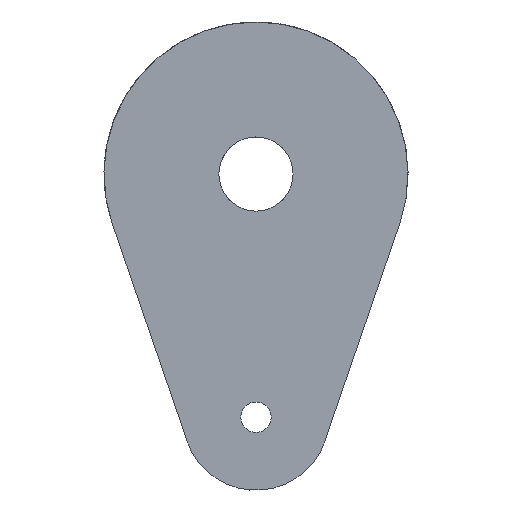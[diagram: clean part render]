
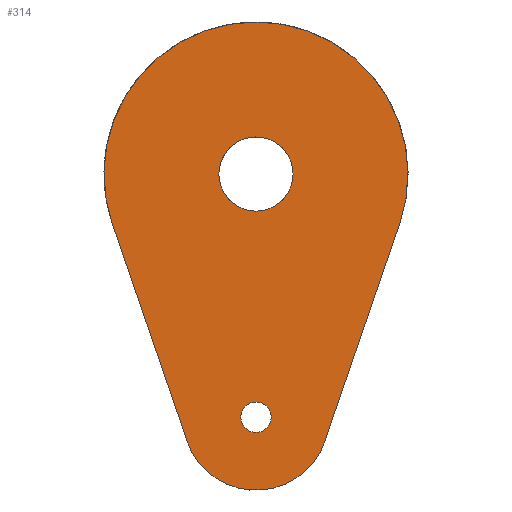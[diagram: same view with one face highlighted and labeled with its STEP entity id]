
A CAD part, front view. The second image highlights one B-rep face of the part: STEP entity #314.
In plain terms, the highlighted planar face has unit normal (0, -1, 0).
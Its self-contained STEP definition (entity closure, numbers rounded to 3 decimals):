
#41 = VERTEX_POINT('',#42);
#42 = CARTESIAN_POINT('',(11.821,-10.,-4.063));
#48 = EDGE_CURVE('',#41,#49,#51,.T.);
#49 = VERTEX_POINT('',#50);
#50 = CARTESIAN_POINT('',(-11.821,-10.,-4.063));
#51 = CIRCLE('',#52,12.5);
#52 = AXIS2_PLACEMENT_3D('',#53,#54,#55);
#53 = CARTESIAN_POINT('',(0.,-10.,0.));
#54 = DIRECTION('',(0.,-1.,0.));
#55 = DIRECTION('',(1.,0.,0.));
#262 = EDGE_CURVE('',#41,#263,#265,.T.);
#263 = VERTEX_POINT('',#264);
#264 = CARTESIAN_POINT('',(5.674,-10.,-21.95));
#265 = LINE('',#266,#267);
#266 = CARTESIAN_POINT('',(11.821,-10.,-4.063));
#267 = VECTOR('',#268,1.);
#268 = DIRECTION('',(-0.325,-0.,-0.946));
#314 = ADVANCED_FACE('',(#315,#334,#345),#356,.T.);
#315 = FACE_BOUND('',#316,.T.);
#316 = EDGE_LOOP('',(#317,#318,#326,#333));
#317 = ORIENTED_EDGE('',*,*,#48,.T.);
#318 = ORIENTED_EDGE('',*,*,#319,.T.);
#319 = EDGE_CURVE('',#49,#320,#322,.T.);
#320 = VERTEX_POINT('',#321);
#321 = CARTESIAN_POINT('',(-5.674,-10.,-21.95));
#322 = LINE('',#323,#324);
#323 = CARTESIAN_POINT('',(-11.821,-10.,-4.063));
#324 = VECTOR('',#325,1.);
#325 = DIRECTION('',(0.325,0.,-0.946));
#326 = ORIENTED_EDGE('',*,*,#327,.T.);
#327 = EDGE_CURVE('',#320,#263,#328,.T.);
#328 = CIRCLE('',#329,6.);
#329 = AXIS2_PLACEMENT_3D('',#330,#331,#332);
#330 = CARTESIAN_POINT('',(0.,-10.,-20.));
#331 = DIRECTION('',(0.,-1.,0.));
#332 = DIRECTION('',(1.,0.,0.));
#333 = ORIENTED_EDGE('',*,*,#262,.F.);
#334 = FACE_BOUND('',#335,.T.);
#335 = EDGE_LOOP('',(#336));
#336 = ORIENTED_EDGE('',*,*,#337,.T.);
#337 = EDGE_CURVE('',#338,#338,#340,.T.);
#338 = VERTEX_POINT('',#339);
#339 = CARTESIAN_POINT('',(3.05,-10.,0.));
#340 = CIRCLE('',#341,3.05);
#341 = AXIS2_PLACEMENT_3D('',#342,#343,#344);
#342 = CARTESIAN_POINT('',(0.,-10.,0.));
#343 = DIRECTION('',(-0.,1.,0.));
#344 = DIRECTION('',(1.,0.,0.));
#345 = FACE_BOUND('',#346,.T.);
#346 = EDGE_LOOP('',(#347));
#347 = ORIENTED_EDGE('',*,*,#348,.T.);
#348 = EDGE_CURVE('',#349,#349,#351,.T.);
#349 = VERTEX_POINT('',#350);
#350 = CARTESIAN_POINT('',(1.25,-10.,-20.));
#351 = CIRCLE('',#352,1.25);
#352 = AXIS2_PLACEMENT_3D('',#353,#354,#355);
#353 = CARTESIAN_POINT('',(0.,-10.,-20.));
#354 = DIRECTION('',(-0.,1.,0.));
#355 = DIRECTION('',(1.,0.,0.));
#356 = PLANE('',#357);
#357 = AXIS2_PLACEMENT_3D('',#358,#359,#360);
#358 = CARTESIAN_POINT('',(0.,-10.,-6.26));
#359 = DIRECTION('',(0.,-1.,0.));
#360 = DIRECTION('',(0.,0.,-1.));
